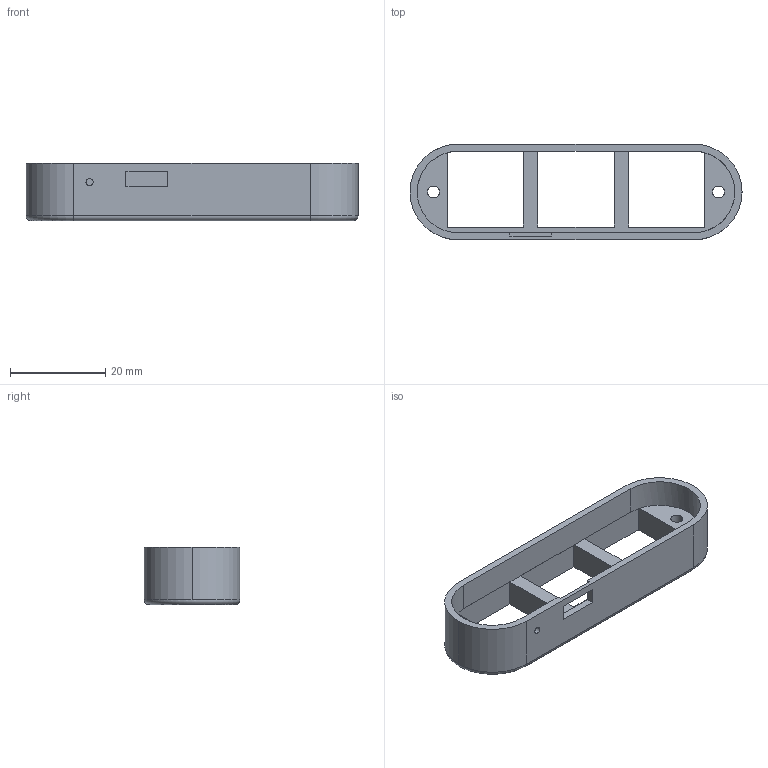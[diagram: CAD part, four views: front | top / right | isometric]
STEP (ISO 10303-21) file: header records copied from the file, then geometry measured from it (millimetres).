
FILE_DESCRIPTION (( 'STEP AP214' ), '1' );
FILE_NAME ('case_top.STEP', '2023-07-16T08:00:09', ( '' ), ( '' ), 'SwSTEP 2.0', 'SolidWorks 2016', '' );
FILE_SCHEMA (( 'AUTOMOTIVE_DESIGN' ));
Length unit declared in the file: millimetre
Products named in the file (1): case_top
Bounding box: 69.54 x 20.01 x 12 mm (x, y, z)
Volume: 4516.7 mm3; surface area: 5045.8 mm2
Topology: 1 solids, 1 shells, 56 faces, 155 edges, 96 vertices
Faces by surface type: plane 39, cylinder 14, torus 3
Entity records: 1826 total; most frequent: CARTESIAN_POINT 320, ORIENTED_EDGE 310, DIRECTION 302, EDGE_CURVE 155, LINE 114, VECTOR 114, VERTEX_POINT 96, AXIS2_PLACEMENT_3D 94
